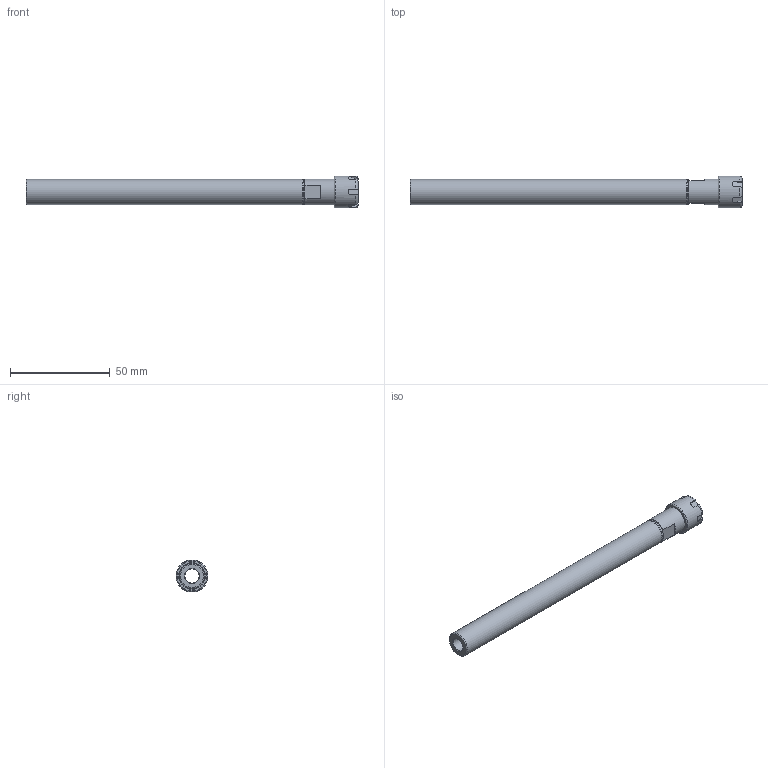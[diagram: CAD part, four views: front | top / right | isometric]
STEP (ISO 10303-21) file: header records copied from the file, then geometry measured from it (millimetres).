
FILE_DESCRIPTION(/* description */ (''),/* implementation_level */ '2;1');
FILE_NAME(/* name */ 'S050-ER11M-0552.stp',/* time_stamp */ '2019-06-13T15:10:45-05:00',/* author */ ('ldfli'),/* organization */ (''),/* preprocessor_version */ 'ST-DEVELOPER v18',/* originating_system */ 'Autodesk Inventor LT',/* authorisation */ '');
FILE_SCHEMA (('AUTOMOTIVE_DESIGN { 1 0 10303 214 3 1 1 }'));
Length unit declared in the file: millimetre
Products named in the file (1): S050-ER11M-0552
Bounding box: 166.62 x 16 x 16 mm (x, y, z)
Volume: 14511.3 mm3; surface area: 11474 mm2
Topology: 2 solids, 2 shells, 67 faces, 200 edges, 142 vertices
Faces by surface type: plane 35, torus 14, cylinder 11, cone 7
Full cylindrical faces by diameter (mm): 7.05 x1, 8.15 x1, 8.662 x1, 10.9 x1, 12.2 x1, 12.25 x1, 12.4 x1, 12.7 x1, 13 x1, 13.4 x1, 16 x1
Entity records: 2522 total; most frequent: CARTESIAN_POINT 562, DIRECTION 432, ORIENTED_EDGE 400, EDGE_CURVE 200, AXIS2_PLACEMENT_3D 180, VERTEX_POINT 142, CIRCLE 105, EDGE_LOOP 76
